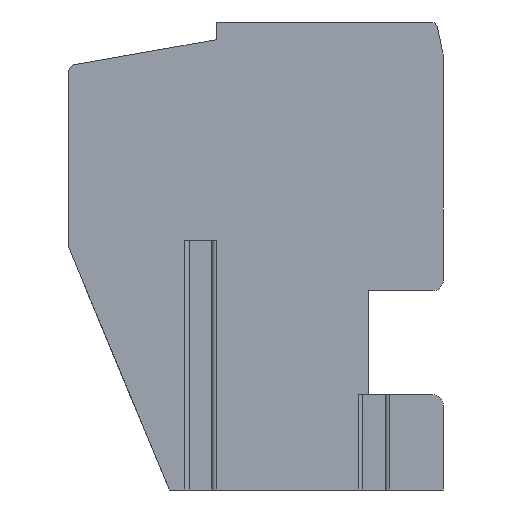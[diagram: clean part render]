
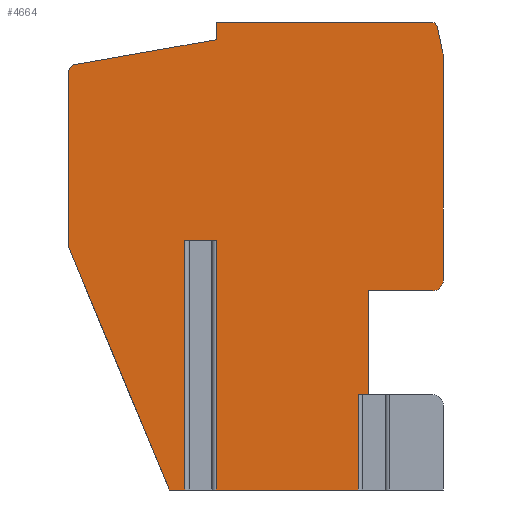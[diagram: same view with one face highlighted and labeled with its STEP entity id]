
A CAD part, left-side view. The second image highlights one B-rep face of the part: STEP entity #4664.
In plain terms, the highlighted planar face has unit normal (-1, 0, 0).
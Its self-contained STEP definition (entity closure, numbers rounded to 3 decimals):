
#18=DIRECTION('',(0.,0.,-1.));
#19=VECTOR('',#18,2.75);
#20=CARTESIAN_POINT('',(0.,-2.949,
-4.));
#21=LINE('',#20,#19);
#22=DIRECTION('',(0.,0.,-1.));
#23=VECTOR('',#22,7.2);
#24=CARTESIAN_POINT('',(0.,1.149,0.45));
#25=LINE('',#24,#23);
#26=DIRECTION('',(0.,1.,0.));
#27=VECTOR('',#26,0.901);
#28=CARTESIAN_POINT('',(0.,1.149,0.45));
#29=LINE('',#28,#27);
#30=DIRECTION('',(0.,0.,-1.));
#31=VECTOR('',#30,7.2);
#32=CARTESIAN_POINT('',(0.,2.05,0.45));
#33=LINE('',#32,#31);
#34=DIRECTION('',(0.,-0.383,-0.924));
#35=VECTOR('',#34,7.577);
#36=CARTESIAN_POINT('',(0.,5.4,0.25));
#37=LINE('',#36,#35);
#38=DIRECTION('',(0.,0.,1.));
#39=VECTOR('',#38,5.072);
#40=CARTESIAN_POINT('',(0.,5.4,0.25));
#41=LINE('',#40,#39);
#42=CARTESIAN_POINT('',(0.,5.2,5.322));
#43=DIRECTION('',(1.,0.,0.));
#44=DIRECTION('',(0.,1.,0.));
#45=AXIS2_PLACEMENT_3D('',#42,#43,#44);
#47=DIRECTION('',(0.,-0.985,0.174));
#48=VECTOR('',#47,4.148);
#49=CARTESIAN_POINT('',(0.,5.235,5.519));
#50=LINE('',#49,#48);
#51=DIRECTION('',(0.,0.,1.));
#52=VECTOR('',#51,0.511);
#53=CARTESIAN_POINT('',(0.,1.15,6.239));
#54=LINE('',#53,#52);
#55=DIRECTION('',(0.,-1.,0.));
#56=VECTOR('',#55,6.188);
#57=CARTESIAN_POINT('',(0.,1.15,6.75));
#58=LINE('',#57,#56);
#59=CARTESIAN_POINT('',(0.,-5.038,6.55));
#60=DIRECTION('',(1.,0.,0.));
#61=DIRECTION('',(0.,0.,1.));
#62=AXIS2_PLACEMENT_3D('',#59,#60,#61);
#64=DIRECTION('',(0.,-0.208,-0.978));
#65=VECTOR('',#64,0.747);
#66=CARTESIAN_POINT('',(0.,-5.234,6.592));
#67=LINE('',#66,#65);
#68=CARTESIAN_POINT('',(0.,-4.9,5.757));
#69=DIRECTION('',(1.,0.,0.));
#70=DIRECTION('',(0.,-0.978,0.208));
#71=AXIS2_PLACEMENT_3D('',#68,#69,#70);
#73=DIRECTION('',(0.,0.,-1.));
#74=VECTOR('',#73,6.457);
#75=CARTESIAN_POINT('',(0.,-5.4,5.757));
#76=LINE('',#75,#74);
#77=CARTESIAN_POINT('',(0.,-5.1,-0.7));
#78=DIRECTION('',(1.,0.,0.));
#79=DIRECTION('',(0.,-1.,0.));
#80=AXIS2_PLACEMENT_3D('',#77,#78,#79);
#82=DIRECTION('',(0.,1.,0.));
#83=VECTOR('',#82,1.85);
#84=CARTESIAN_POINT('',(0.,-5.1,-1.));
#85=LINE('',#84,#83);
#86=DIRECTION('',(0.,0.,-1.));
#87=VECTOR('',#86,3.);
#88=CARTESIAN_POINT('',(0.,-3.25,-1.));
#89=LINE('',#88,#87);
#90=DIRECTION('',(0.,-1.,0.));
#91=VECTOR('',#90,0.301);
#92=CARTESIAN_POINT('',(0.,-2.949,
-4.));
#93=LINE('',#92,#91);
#240=DIRECTION('',(0.,-1.,0.));
#241=VECTOR('',#240,0.45);
#242=CARTESIAN_POINT('',(0.,2.5,-6.75));
#243=LINE('',#242,#241);
#276=DIRECTION('',(0.,-1.,0.));
#277=VECTOR('',#276,4.099);
#278=CARTESIAN_POINT('',(0.,1.149,
-6.75));
#279=LINE('',#278,#277);
#3562=CARTESIAN_POINT('',(0.,5.4,5.322));
#3563=CARTESIAN_POINT('',(0.,5.235,5.519));
#3564=VERTEX_POINT('',#3562);
#3565=VERTEX_POINT('',#3563);
#3566=CARTESIAN_POINT('',(0.,1.15,6.239));
#3567=VERTEX_POINT('',#3566);
#3568=CARTESIAN_POINT('',(0.,1.15,6.75));
#3569=VERTEX_POINT('',#3568);
#3570=CARTESIAN_POINT('',(0.,-5.038,6.75));
#3571=VERTEX_POINT('',#3570);
#3572=CARTESIAN_POINT('',(0.,-5.234,6.592));
#3573=VERTEX_POINT('',#3572);
#3574=CARTESIAN_POINT('',(0.,-5.389,5.86));
#3575=VERTEX_POINT('',#3574);
#3576=CARTESIAN_POINT('',(0.,-5.4,5.757));
#3577=VERTEX_POINT('',#3576);
#3578=CARTESIAN_POINT('',(0.,-5.4,-0.7));
#3579=VERTEX_POINT('',#3578);
#3580=CARTESIAN_POINT('',(0.,-5.1,-1.));
#3581=VERTEX_POINT('',#3580);
#3582=CARTESIAN_POINT('',(0.,-3.25,-1.));
#3583=VERTEX_POINT('',#3582);
#4494=CARTESIAN_POINT('',(0.,2.5,-6.75));
#4496=VERTEX_POINT('',#4494);
#4498=CARTESIAN_POINT('',(0.,5.4,0.25));
#4500=VERTEX_POINT('',#4498);
#4546=CARTESIAN_POINT('',(0.,1.149,
0.45));
#4547=CARTESIAN_POINT('',(0.,2.05,
0.45));
#4548=VERTEX_POINT('',#4546);
#4549=VERTEX_POINT('',#4547);
#4550=CARTESIAN_POINT('',(0.,1.149,
-6.75));
#4551=VERTEX_POINT('',#4550);
#4552=CARTESIAN_POINT('',(0.,2.05,
-6.75));
#4553=VERTEX_POINT('',#4552);
#4576=CARTESIAN_POINT('',(0.,-2.949,
-4.));
#4577=CARTESIAN_POINT('',(0.,-2.949,
-6.75));
#4578=VERTEX_POINT('',#4576);
#4579=VERTEX_POINT('',#4577);
#4580=CARTESIAN_POINT('',(0.,-3.25,-4.));
#4581=VERTEX_POINT('',#4580);
#4617=CARTESIAN_POINT('',(0.,0.,0.));
#4618=DIRECTION('',(1.,0.,0.));
#4619=DIRECTION('',(0.,0.,-1.));
#4620=AXIS2_PLACEMENT_3D('',#4617,#4618,#4619);
#4621=PLANE('',#4620);
#4623=ORIENTED_EDGE('',*,*,#4622,.T.);
#4625=ORIENTED_EDGE('',*,*,#4624,.F.);
#4627=ORIENTED_EDGE('',*,*,#4626,.F.);
#4629=ORIENTED_EDGE('',*,*,#4628,.T.);
#4631=ORIENTED_EDGE('',*,*,#4630,.T.);
#4633=ORIENTED_EDGE('',*,*,#4632,.F.);
#4635=ORIENTED_EDGE('',*,*,#4634,.F.);
#4637=ORIENTED_EDGE('',*,*,#4636,.T.);
#4639=ORIENTED_EDGE('',*,*,#4638,.T.);
#4641=ORIENTED_EDGE('',*,*,#4640,.T.);
#4643=ORIENTED_EDGE('',*,*,#4642,.T.);
#4645=ORIENTED_EDGE('',*,*,#4644,.T.);
#4647=ORIENTED_EDGE('',*,*,#4646,.T.);
#4649=ORIENTED_EDGE('',*,*,#4648,.T.);
#4651=ORIENTED_EDGE('',*,*,#4650,.T.);
#4653=ORIENTED_EDGE('',*,*,#4652,.T.);
#4655=ORIENTED_EDGE('',*,*,#4654,.T.);
#4657=ORIENTED_EDGE('',*,*,#4656,.T.);
#4659=ORIENTED_EDGE('',*,*,#4658,.T.);
#4661=ORIENTED_EDGE('',*,*,#4660,.F.);
#4662=EDGE_LOOP('',(#4623,#4625,#4627,#4629,#4631,#4633,#4635,#4637,#4639,#4641,
#4643,#4645,#4647,#4649,#4651,#4653,#4655,#4657,#4659,#4661));
#4663=FACE_OUTER_BOUND('',#4662,.F.);
#4664=ADVANCED_FACE('',(#4663),#4621,.F.);
#46=CIRCLE('',#45,0.2);
#63=CIRCLE('',#62,0.2);
#72=CIRCLE('',#71,0.5);
#81=CIRCLE('',#80,0.3);
#4622=EDGE_CURVE('',#4578,#4579,#21,.T.);
#4624=EDGE_CURVE('',#4551,#4579,#279,.T.);
#4626=EDGE_CURVE('',#4548,#4551,#25,.T.);
#4628=EDGE_CURVE('',#4548,#4549,#29,.T.);
#4630=EDGE_CURVE('',#4549,#4553,#33,.T.);
#4632=EDGE_CURVE('',#4496,#4553,#243,.T.);
#4634=EDGE_CURVE('',#4500,#4496,#37,.T.);
#4636=EDGE_CURVE('',#4500,#3564,#41,.T.);
#4638=EDGE_CURVE('',#3564,#3565,#46,.T.);
#4640=EDGE_CURVE('',#3565,#3567,#50,.T.);
#4642=EDGE_CURVE('',#3567,#3569,#54,.T.);
#4644=EDGE_CURVE('',#3569,#3571,#58,.T.);
#4646=EDGE_CURVE('',#3571,#3573,#63,.T.);
#4648=EDGE_CURVE('',#3573,#3575,#67,.T.);
#4650=EDGE_CURVE('',#3575,#3577,#72,.T.);
#4652=EDGE_CURVE('',#3577,#3579,#76,.T.);
#4654=EDGE_CURVE('',#3579,#3581,#81,.T.);
#4656=EDGE_CURVE('',#3581,#3583,#85,.T.);
#4658=EDGE_CURVE('',#3583,#4581,#89,.T.);
#4660=EDGE_CURVE('',#4578,#4581,#93,.T.);
